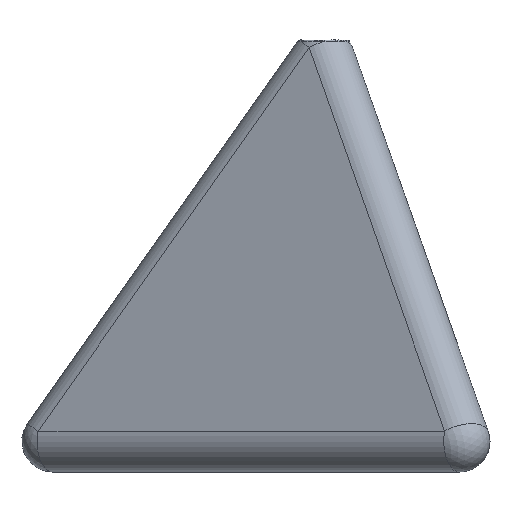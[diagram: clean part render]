
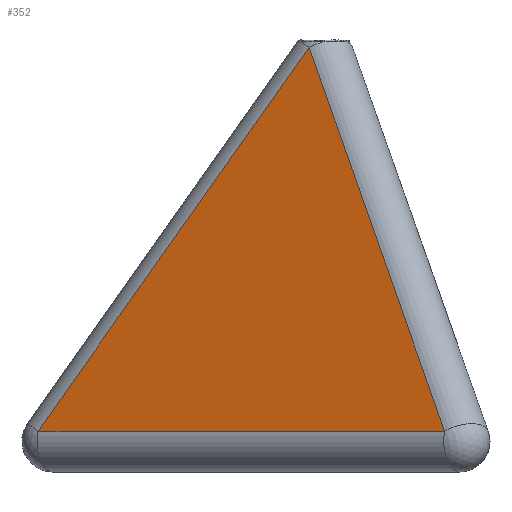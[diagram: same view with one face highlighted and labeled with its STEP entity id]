
A CAD part, front view. The second image highlights one B-rep face of the part: STEP entity #352.
In plain terms, the highlighted planar face has unit normal (-0.472, -0.816, 0.333).
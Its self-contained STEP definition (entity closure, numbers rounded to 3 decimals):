
#28=PLANE('',#417);
#41=LINE('',#726,#54);
#45=LINE('',#754,#58);
#47=LINE('',#760,#60);
#54=VECTOR('',#473,10.);
#58=VECTOR('',#515,10.);
#60=VECTOR('',#525,10.);
#92=FACE_OUTER_BOUND('',#117,.T.);
#117=EDGE_LOOP('',(#322,#323,#324));
#168=VERTEX_POINT('',#723);
#169=VERTEX_POINT('',#725);
#173=VERTEX_POINT('',#746);
#204=EDGE_CURVE('',#168,#169,#41,.T.);
#219=EDGE_CURVE('',#169,#173,#45,.T.);
#223=EDGE_CURVE('',#173,#168,#47,.T.);
#322=ORIENTED_EDGE('',*,*,#219,.F.);
#323=ORIENTED_EDGE('',*,*,#204,.F.);
#324=ORIENTED_EDGE('',*,*,#223,.F.);
#352=ADVANCED_FACE('',(#92),#28,.F.);
#417=AXIS2_PLACEMENT_3D('',#765,#533,#534);
#473=DIRECTION('',(0.577,0.,0.817));
#515=DIRECTION('',(0.288,-0.5,-0.817));
#525=DIRECTION('',(-0.866,0.5,0.));
#533=DIRECTION('center_axis',(0.472,0.816,-0.333));
#534=DIRECTION('ref_axis',(-0.577,0.,-0.817));
#723=CARTESIAN_POINT('',(-11.172,-0.975,1.6));
#725=CARTESIAN_POINT('',(-0.566,-0.98,16.605));
#726=CARTESIAN_POINT('',(-9.369,-0.976,4.151));
#746=CARTESIAN_POINT('',(4.733,-10.167,1.6));
#754=CARTESIAN_POINT('',(0.335,-2.543,14.053));
#760=CARTESIAN_POINT('',(-8.468,-2.538,1.6));
#765=CARTESIAN_POINT('Origin',(-14.,0.006,0.));
